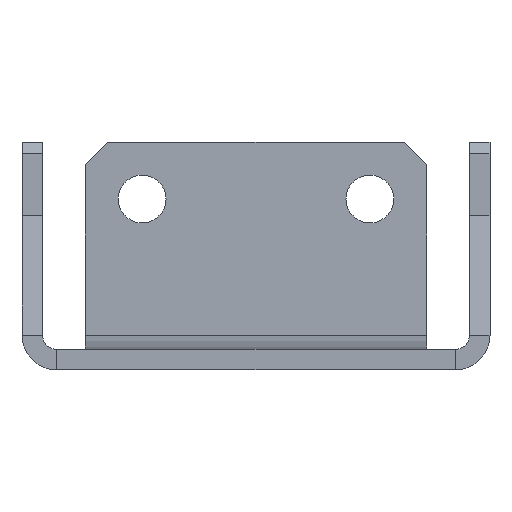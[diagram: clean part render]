
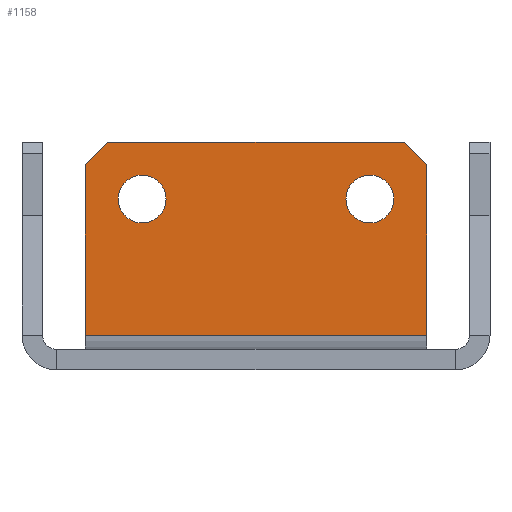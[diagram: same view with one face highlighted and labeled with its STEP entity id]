
A CAD part, front view. The second image highlights one B-rep face of the part: STEP entity #1158.
In plain terms, the highlighted planar face has unit normal (0, -1, 0).
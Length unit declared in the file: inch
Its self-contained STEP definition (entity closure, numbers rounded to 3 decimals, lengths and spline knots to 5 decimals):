
#21=FACE_BOUND('',#187,.T.);
#22=FACE_BOUND('',#188,.T.);
#56=PLANE('',#1268);
#118=FACE_OUTER_BOUND('',#186,.T.);
#186=EDGE_LOOP('',(#1011,#1012,#1013,#1014,#1015,#1016));
#187=EDGE_LOOP('',(#1017,#1018));
#188=EDGE_LOOP('',(#1019,#1020));
#323=LINE('',#1882,#459);
#327=LINE('',#1890,#463);
#328=LINE('',#1893,#464);
#331=LINE('',#1900,#467);
#332=LINE('',#1901,#468);
#333=LINE('',#1902,#469);
#459=VECTOR('',#1535,39.37008);
#463=VECTOR('',#1543,39.37008);
#464=VECTOR('',#1546,39.37008);
#467=VECTOR('',#1551,39.37008);
#468=VECTOR('',#1552,39.37008);
#469=VECTOR('',#1553,39.37008);
#483=CIRCLE('',#1200,0.105);
#484=CIRCLE('',#1201,0.105);
#487=CIRCLE('',#1205,0.105);
#488=CIRCLE('',#1206,0.105);
#511=VERTEX_POINT('',#1609);
#512=VERTEX_POINT('',#1610);
#515=VERTEX_POINT('',#1619);
#516=VERTEX_POINT('',#1620);
#604=VERTEX_POINT('',#1871);
#606=VERTEX_POINT('',#1878);
#608=VERTEX_POINT('',#1888);
#609=VERTEX_POINT('',#1892);
#611=VERTEX_POINT('',#1898);
#612=VERTEX_POINT('',#1899);
#615=EDGE_CURVE('',#511,#512,#483,.T.);
#616=EDGE_CURVE('',#512,#511,#484,.T.);
#620=EDGE_CURVE('',#515,#516,#487,.T.);
#621=EDGE_CURVE('',#516,#515,#488,.T.);
#755=EDGE_CURVE('',#606,#604,#323,.T.);
#759=EDGE_CURVE('',#606,#608,#327,.T.);
#760=EDGE_CURVE('',#609,#604,#328,.T.);
#763=EDGE_CURVE('',#611,#612,#331,.T.);
#764=EDGE_CURVE('',#612,#609,#332,.T.);
#765=EDGE_CURVE('',#608,#611,#333,.T.);
#1011=ORIENTED_EDGE('',*,*,#763,.T.);
#1012=ORIENTED_EDGE('',*,*,#764,.T.);
#1013=ORIENTED_EDGE('',*,*,#760,.T.);
#1014=ORIENTED_EDGE('',*,*,#755,.F.);
#1015=ORIENTED_EDGE('',*,*,#759,.T.);
#1016=ORIENTED_EDGE('',*,*,#765,.T.);
#1017=ORIENTED_EDGE('',*,*,#615,.T.);
#1018=ORIENTED_EDGE('',*,*,#616,.T.);
#1019=ORIENTED_EDGE('',*,*,#620,.T.);
#1020=ORIENTED_EDGE('',*,*,#621,.T.);
#1158=ADVANCED_FACE('',(#118,#21,#22),#56,.F.);
#1200=AXIS2_PLACEMENT_3D('',#1611,#1293,#1294);
#1201=AXIS2_PLACEMENT_3D('',#1612,#1295,#1296);
#1205=AXIS2_PLACEMENT_3D('',#1621,#1304,#1305);
#1206=AXIS2_PLACEMENT_3D('',#1622,#1306,#1307);
#1268=AXIS2_PLACEMENT_3D('',#1897,#1549,#1550);
#1293=DIRECTION('center_axis',(0.,1.,0.));
#1294=DIRECTION('ref_axis',(0.,0.,
1.));
#1295=DIRECTION('center_axis',(0.,1.,0.));
#1296=DIRECTION('ref_axis',(0.,0.,
1.));
#1304=DIRECTION('center_axis',(0.,1.,0.));
#1305=DIRECTION('ref_axis',(0.,0.,
1.));
#1306=DIRECTION('center_axis',(0.,1.,0.));
#1307=DIRECTION('ref_axis',(0.,0.,
1.));
#1535=DIRECTION('',(-1.,0.,0.));
#1543=DIRECTION('',(0.,0.,1.));
#1546=DIRECTION('',(0.,0.,-1.));
#1549=DIRECTION('center_axis',(0.,1.,0.));
#1550=DIRECTION('ref_axis',(0.,0.,1.));
#1551=DIRECTION('',(-1.,0.,0.));
#1552=DIRECTION('',(-0.707,0.,-0.707));
#1553=DIRECTION('',(-0.707,0.,0.707));
#1609=CARTESIAN_POINT('',(0.5,1.625,0.765));
#1610=CARTESIAN_POINT('',(0.5,1.625,0.555));
#1611=CARTESIAN_POINT('Origin',(0.5,1.625,0.66));
#1612=CARTESIAN_POINT('Origin',(0.5,1.625,0.66));
#1619=CARTESIAN_POINT('',(-0.5,1.625,0.765));
#1620=CARTESIAN_POINT('',(-0.5,1.625,0.555));
#1621=CARTESIAN_POINT('Origin',(-0.5,1.625,0.66));
#1622=CARTESIAN_POINT('Origin',(-0.5,1.625,0.66));
#1871=CARTESIAN_POINT('',(-0.75,1.625,0.0625));
#1878=CARTESIAN_POINT('',(0.75,1.625,0.0625));
#1882=CARTESIAN_POINT('',(-0.75,1.625,0.0625));
#1888=CARTESIAN_POINT('',(0.75,1.625,0.81));
#1890=CARTESIAN_POINT('',(0.75,1.625,0.));
#1892=CARTESIAN_POINT('',(-0.75,1.625,0.81));
#1893=CARTESIAN_POINT('',(-0.75,1.625,0.));
#1897=CARTESIAN_POINT('Origin',(0.,1.625,0.));
#1898=CARTESIAN_POINT('',(0.65,1.625,0.91));
#1899=CARTESIAN_POINT('',(-0.65,1.625,0.91));
#1900=CARTESIAN_POINT('',(0.,1.625,0.91));
#1901=CARTESIAN_POINT('',(-0.75,1.625,0.81));
#1902=CARTESIAN_POINT('',(0.65,1.625,0.91));
